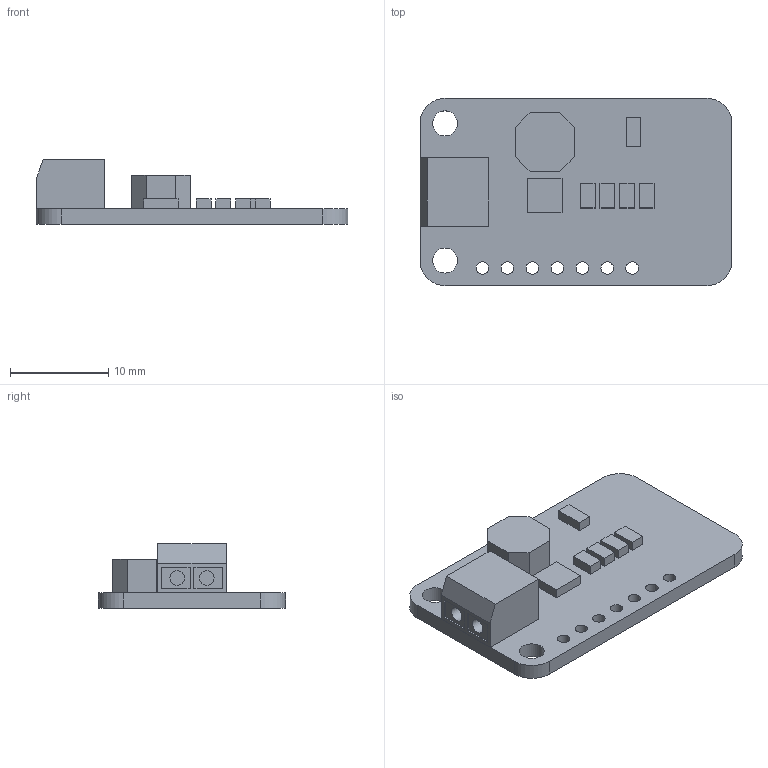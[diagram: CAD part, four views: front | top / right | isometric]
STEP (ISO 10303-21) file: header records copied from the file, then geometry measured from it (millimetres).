
FILE_DESCRIPTION(/* description */ (''),/* implementation_level */ '2;1');
FILE_NAME(/* name */ '2190 Verter 5V USB.step',/* time_stamp */ '2018-07-07T12:44:21-04:00',/* author */ ('Adafruit'),/* organization */ (''),/* preprocessor_version */ 'ST-DEVELOPER v17',/* originating_system */ 'Autodesk Translation Framework v7.1.0.215',/* authorisation */ '');
FILE_SCHEMA (('AUTOMOTIVE_DESIGN { 1 0 10303 214 3 1 1 }'));
Length unit declared in the file: millimetre
Products named in the file (1): Verter 5V USB 2190
Bounding box: 31.75 x 19.05 x 6.6 mm (x, y, z)
Volume: 1294.2 mm3; surface area: 1898.6 mm2
Topology: 9 solids, 9 shells, 88 faces, 198 edges, 132 vertices
Faces by surface type: plane 71, cylinder 17
Full cylindrical faces by diameter (mm): 1.27 x9, 1.5 x2, 2.54 x2
Entity records: 2519 total; most frequent: CARTESIAN_POINT 419, DIRECTION 410, ORIENTED_EDGE 396, EDGE_CURVE 198, LINE 164, VECTOR 164, VERTEX_POINT 132, AXIS2_PLACEMENT_3D 123
